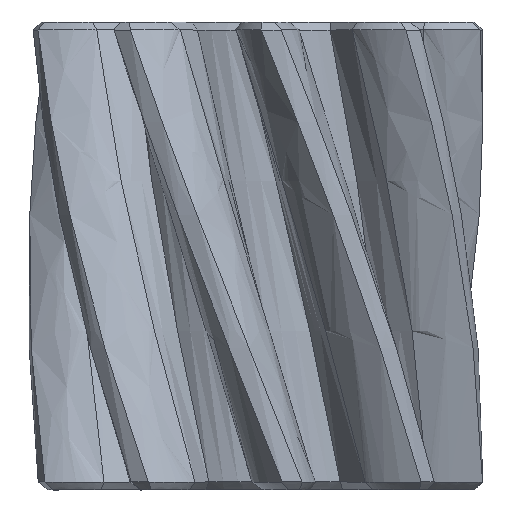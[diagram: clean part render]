
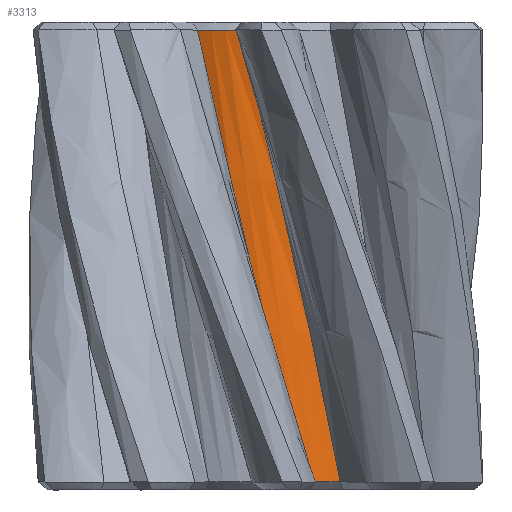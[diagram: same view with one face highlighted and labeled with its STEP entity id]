
A CAD part, front view. The second image highlights one B-rep face of the part: STEP entity #3313.
In plain terms, the highlighted free-form (B-spline) face has degree [3, 3] with [4, 4] control points.
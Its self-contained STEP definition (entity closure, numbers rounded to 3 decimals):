
#270=FACE_OUTER_BOUND('',#456,.T.);
#456=EDGE_LOOP('',(#2770,#2771,#2772,#2773));
#624=B_SPLINE_CURVE_WITH_KNOTS('',3,(#10155,#10156,#10157,#10158),
 .UNSPECIFIED.,.F.,.F.,(4,4),(0.895,1.228),
 .UNSPECIFIED.);
#870=B_SPLINE_CURVE_WITH_KNOTS('',3,(#19573,#19574,#19575,#19576),
 .UNSPECIFIED.,.F.,.F.,(4,4),(-1.199,-0.866),
 .UNSPECIFIED.);
#945=B_SPLINE_CURVE_WITH_KNOTS('',3,(#21963,#21964,#21965,#21966),
 .UNSPECIFIED.,.F.,.F.,(4,4),(0.03,1.67),.UNSPECIFIED.);
#946=B_SPLINE_CURVE_WITH_KNOTS('',3,(#21983,#21984,#21985,#21986),
 .UNSPECIFIED.,.F.,.F.,(4,4),(0.03,1.67),.UNSPECIFIED.);
#1091=VERTEX_POINT('',#10149);
#1092=VERTEX_POINT('',#10154);
#1286=VERTEX_POINT('',#19571);
#1287=VERTEX_POINT('',#19572);
#1490=EDGE_CURVE('',#1091,#1092,#624,.T.);
#1779=EDGE_CURVE('',#1286,#1287,#870,.T.);
#1854=EDGE_CURVE('',#1091,#1287,#945,.T.);
#1855=EDGE_CURVE('',#1092,#1286,#946,.T.);
#2770=ORIENTED_EDGE('',*,*,#1490,.F.);
#2771=ORIENTED_EDGE('',*,*,#1854,.T.);
#2772=ORIENTED_EDGE('',*,*,#1779,.F.);
#2773=ORIENTED_EDGE('',*,*,#1855,.F.);
#3130=B_SPLINE_SURFACE_WITH_KNOTS('',3,3,((#21967,#21968,#21969,#21970),
(#21971,#21972,#21973,#21974),(#21975,#21976,#21977,#21978),(#21979,#21980,
#21981,#21982)),.UNSPECIFIED.,.F.,.F.,.F.,(4,4),(4,4),(-1.214,
-0.881),(0.03,1.67),.UNSPECIFIED.);
#3313=ADVANCED_FACE('',(#270),#3130,.T.);
#10149=CARTESIAN_POINT('',(3.059,-3.817,17.3));
#10154=CARTESIAN_POINT('',(1.639,-4.61,17.3));
#10155=CARTESIAN_POINT('Ctrl Pts',(3.059,-3.817,17.3));
#10156=CARTESIAN_POINT('Ctrl Pts',(2.634,-4.157,17.3));
#10157=CARTESIAN_POINT('Ctrl Pts',(2.152,-4.427,17.3));
#10158=CARTESIAN_POINT('Ctrl Pts',(1.639,-4.61,17.3));
#19571=CARTESIAN_POINT('',(-2.123,-4.413,33.7));
#19572=CARTESIAN_POINT('',(-0.561,-4.863,33.7));
#19573=CARTESIAN_POINT('Ctrl Pts',(-2.123,-4.413,
33.7));
#19574=CARTESIAN_POINT('Ctrl Pts',(-1.632,-4.648,
33.7));
#19575=CARTESIAN_POINT('Ctrl Pts',(-1.102,-4.801,
33.7));
#19576=CARTESIAN_POINT('Ctrl Pts',(-0.561,-4.863,
33.7));
#21963=CARTESIAN_POINT('Ctrl Pts',(3.059,-3.817,17.3));
#21964=CARTESIAN_POINT('Ctrl Pts',(2.053,-4.624,22.767));
#21965=CARTESIAN_POINT('Ctrl Pts',(0.72,-5.009,
28.233));
#21966=CARTESIAN_POINT('Ctrl Pts',(-0.561,-4.863,
33.7));
#21967=CARTESIAN_POINT('Ctrl Pts',(1.639,-4.61,17.3));
#21968=CARTESIAN_POINT('Ctrl Pts',(0.425,-5.043,
22.767));
#21969=CARTESIAN_POINT('Ctrl Pts',(-0.961,-4.97,
28.233));
#21970=CARTESIAN_POINT('Ctrl Pts',(-2.123,-4.413,
33.7));
#21971=CARTESIAN_POINT('Ctrl Pts',(2.152,-4.427,17.3));
#21972=CARTESIAN_POINT('Ctrl Pts',(0.986,-4.995,22.767));
#21973=CARTESIAN_POINT('Ctrl Pts',(-0.408,-5.076,
28.233));
#21974=CARTESIAN_POINT('Ctrl Pts',(-1.632,-4.648,
33.7));
#21975=CARTESIAN_POINT('Ctrl Pts',(2.634,-4.158,17.3));
#21976=CARTESIAN_POINT('Ctrl Pts',(1.539,-4.852,22.767));
#21977=CARTESIAN_POINT('Ctrl Pts',(0.163,-5.089,
28.233));
#21978=CARTESIAN_POINT('Ctrl Pts',(-1.102,-4.801,
33.7));
#21979=CARTESIAN_POINT('Ctrl Pts',(3.059,-3.817,17.3));
#21980=CARTESIAN_POINT('Ctrl Pts',(2.053,-4.624,22.767));
#21981=CARTESIAN_POINT('Ctrl Pts',(0.72,-5.009,
28.233));
#21982=CARTESIAN_POINT('Ctrl Pts',(-0.561,-4.863,
33.7));
#21983=CARTESIAN_POINT('Ctrl Pts',(1.639,-4.61,17.3));
#21984=CARTESIAN_POINT('Ctrl Pts',(0.425,-5.043,
22.767));
#21985=CARTESIAN_POINT('Ctrl Pts',(-0.961,-4.97,
28.233));
#21986=CARTESIAN_POINT('Ctrl Pts',(-2.123,-4.413,
33.7));
